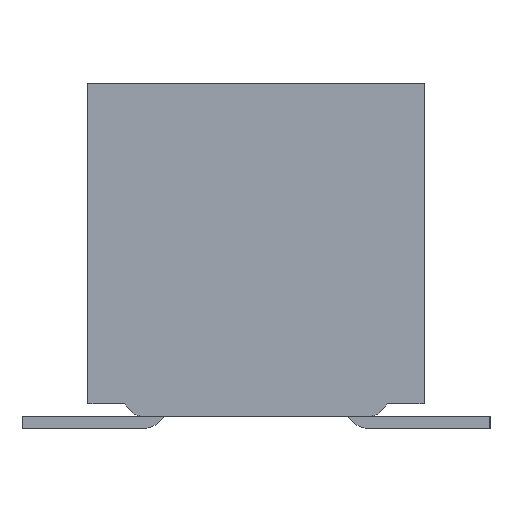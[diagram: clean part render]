
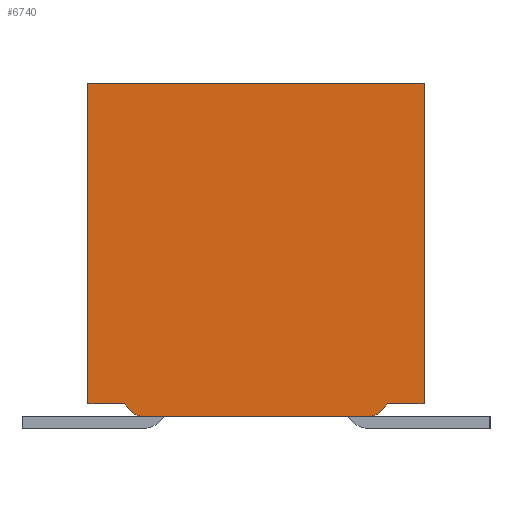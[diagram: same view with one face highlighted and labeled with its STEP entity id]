
A CAD part, left-side view. The second image highlights one B-rep face of the part: STEP entity #6740.
In plain terms, the highlighted planar face has unit normal (-1, 0, 0).
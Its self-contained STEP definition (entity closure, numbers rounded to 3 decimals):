
#134=DIRECTION('',(0.,-1.,0.));
#135=VECTOR('',#134,2.73);
#136=CARTESIAN_POINT('',(-10.3,1.365,0.));
#137=LINE('',#136,#135);
#790=DIRECTION('',(0.,0.,-1.));
#791=VECTOR('',#790,2.6);
#792=CARTESIAN_POINT('',(-10.3,-1.365,0.));
#793=LINE('',#792,#791);
#794=DIRECTION('',(0.,-1.,0.));
#795=VECTOR('',#794,0.3);
#796=CARTESIAN_POINT('',(-10.3,-1.065,-2.6));
#797=LINE('',#796,#795);
#798=DIRECTION('',(0.,-0.639,0.769));
#799=VECTOR('',#798,0.083);
#800=CARTESIAN_POINT('',(-10.3,-1.012,-2.664));
#801=LINE('',#800,#799);
#802=CARTESIAN_POINT('',(-10.3,-0.935,-2.6));
#803=DIRECTION('',(-1.,0.,0.));
#804=DIRECTION('',(0.,0.,-1.));
#805=AXIS2_PLACEMENT_3D('',#802,#803,#804);
#807=DIRECTION('',(0.,1.,0.));
#808=VECTOR('',#807,1.87);
#809=CARTESIAN_POINT('',(-10.3,-0.935,-2.7));
#810=LINE('',#809,#808);
#811=CARTESIAN_POINT('',(-10.3,0.935,-2.6));
#812=DIRECTION('',(1.,0.,0.));
#813=DIRECTION('',(0.,0.,-1.));
#814=AXIS2_PLACEMENT_3D('',#811,#812,#813);
#816=DIRECTION('',(0.,0.639,0.769));
#817=VECTOR('',#816,0.083);
#818=CARTESIAN_POINT('',(-10.3,1.012,-2.664));
#819=LINE('',#818,#817);
#820=DIRECTION('',(0.,1.,0.));
#821=VECTOR('',#820,0.3);
#822=CARTESIAN_POINT('',(-10.3,1.065,-2.6));
#823=LINE('',#822,#821);
#824=DIRECTION('',(0.,0.,1.));
#825=VECTOR('',#824,2.6);
#826=CARTESIAN_POINT('',(-10.3,1.365,-2.6));
#827=LINE('',#826,#825);
#4818=CARTESIAN_POINT('',(-10.3,1.365,0.));
#4819=CARTESIAN_POINT('',(-10.3,-1.365,0.));
#4820=VERTEX_POINT('',#4818);
#4821=VERTEX_POINT('',#4819);
#4834=CARTESIAN_POINT('',(-10.3,-1.065,-2.6));
#4835=CARTESIAN_POINT('',(-10.3,-1.365,-2.6));
#4836=VERTEX_POINT('',#4834);
#4837=VERTEX_POINT('',#4835);
#4838=CARTESIAN_POINT('',(-10.3,-1.012,-2.664));
#4839=VERTEX_POINT('',#4838);
#4840=CARTESIAN_POINT('',(-10.3,-0.935,-2.7));
#4841=VERTEX_POINT('',#4840);
#4848=CARTESIAN_POINT('',(-10.3,1.012,-2.664));
#4849=CARTESIAN_POINT('',(-10.3,1.065,-2.6));
#4850=VERTEX_POINT('',#4848);
#4851=VERTEX_POINT('',#4849);
#4852=CARTESIAN_POINT('',(-10.3,1.365,-2.6));
#4853=VERTEX_POINT('',#4852);
#4856=CARTESIAN_POINT('',(-10.3,0.935,-2.7));
#4857=VERTEX_POINT('',#4856);
#6714=CARTESIAN_POINT('',(-10.3,1.365,0.));
#6715=DIRECTION('',(-1.,0.,0.));
#6716=DIRECTION('',(0.,-1.,0.));
#6717=AXIS2_PLACEMENT_3D('',#6714,#6715,#6716);
#6718=PLANE('',#6717);
#6720=ORIENTED_EDGE('',*,*,#6719,.T.);
#6722=ORIENTED_EDGE('',*,*,#6721,.F.);
#6724=ORIENTED_EDGE('',*,*,#6723,.F.);
#6726=ORIENTED_EDGE('',*,*,#6725,.F.);
#6728=ORIENTED_EDGE('',*,*,#6727,.T.);
#6730=ORIENTED_EDGE('',*,*,#6729,.T.);
#6732=ORIENTED_EDGE('',*,*,#6731,.T.);
#6734=ORIENTED_EDGE('',*,*,#6733,.T.);
#6736=ORIENTED_EDGE('',*,*,#6735,.T.);
#6737=ORIENTED_EDGE('',*,*,#6303,.T.);
#6738=EDGE_LOOP('',(#6720,#6722,#6724,#6726,#6728,#6730,#6732,#6734,#6736,
#6737));
#6739=FACE_OUTER_BOUND('',#6738,.F.);
#806=CIRCLE('',#805,0.1);
#815=CIRCLE('',#814,0.1);
#6303=EDGE_CURVE('',#4820,#4821,#137,.T.);
#6719=EDGE_CURVE('',#4821,#4837,#793,.T.);
#6721=EDGE_CURVE('',#4836,#4837,#797,.T.);
#6723=EDGE_CURVE('',#4839,#4836,#801,.T.);
#6725=EDGE_CURVE('',#4841,#4839,#806,.T.);
#6727=EDGE_CURVE('',#4841,#4857,#810,.T.);
#6729=EDGE_CURVE('',#4857,#4850,#815,.T.);
#6731=EDGE_CURVE('',#4850,#4851,#819,.T.);
#6733=EDGE_CURVE('',#4851,#4853,#823,.T.);
#6735=EDGE_CURVE('',#4853,#4820,#827,.T.);
#6740=ADVANCED_FACE('',(#6739),#6718,.T.);
